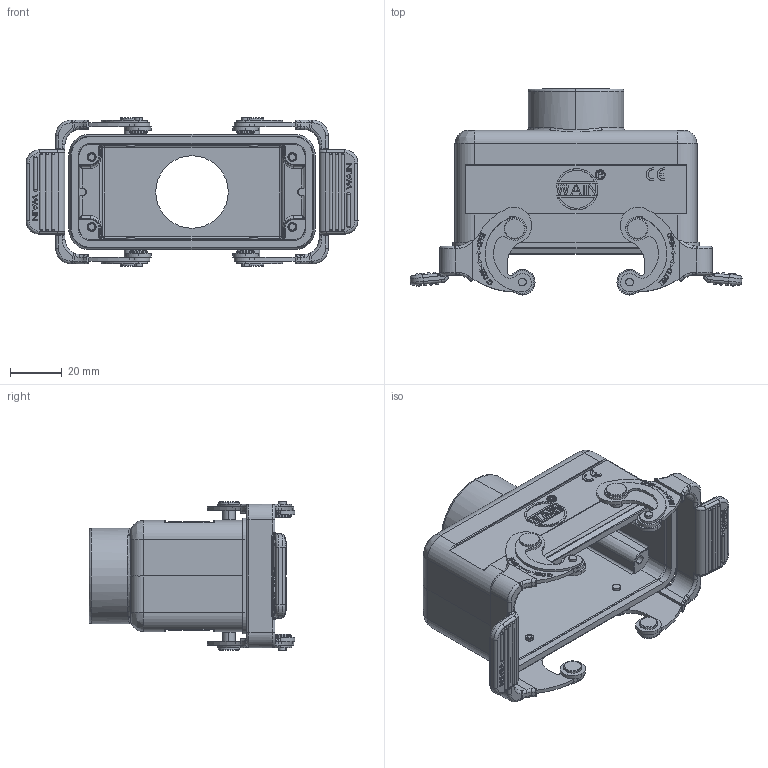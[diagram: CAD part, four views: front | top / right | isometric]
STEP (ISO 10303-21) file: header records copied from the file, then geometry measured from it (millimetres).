
FILE_DESCRIPTION((''),'2;1');
FILE_NAME('3D_1110167411003_H16B-CCT-2L_SC','2024-02-05T',('11539'),(''),'PRO/ENGINEER BY PARAMETRIC TECHNOLOGY CORPORATION, 2012480','PRO/ENGINEER BY PARAMETRIC TECHNOLOGY CORPORATION, 2012480','');
FILE_SCHEMA(('CONFIG_CONTROL_DESIGN'));
Products named in the file (1): 3D_1110167411003_H16B-CCT-2L_SC
Bounding box: 128.26 x 79.53 x 57.5 mm (x, y, z)
Volume: 71130.6 mm3; surface area: 48446 mm2
Topology: 1 solids, 4 shells, 1628 faces, 4312 edges, 2868 vertices
Faces by surface type: plane 820, cylinder 331, extrusion 162, bspline 102, torus 100, cone 76, sphere 37
Entity records: 57094 total; most frequent: CARTESIAN_POINT 16971, ORIENTED_EDGE 8610, DIRECTION 7770, EDGE_CURVE 4305, VERTEX_POINT 2868, VECTOR 2600, AXIS2_PLACEMENT_3D 2585, LINE 2438
